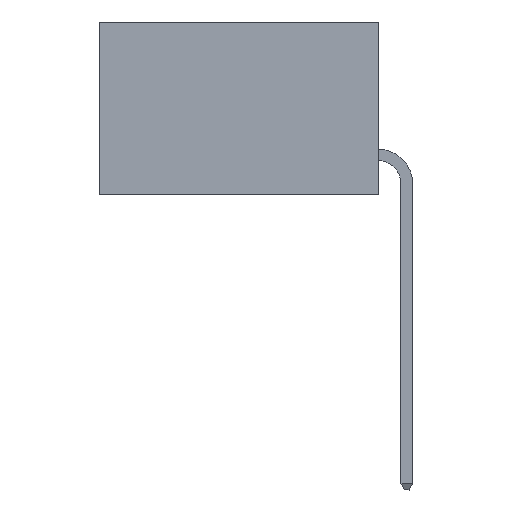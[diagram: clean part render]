
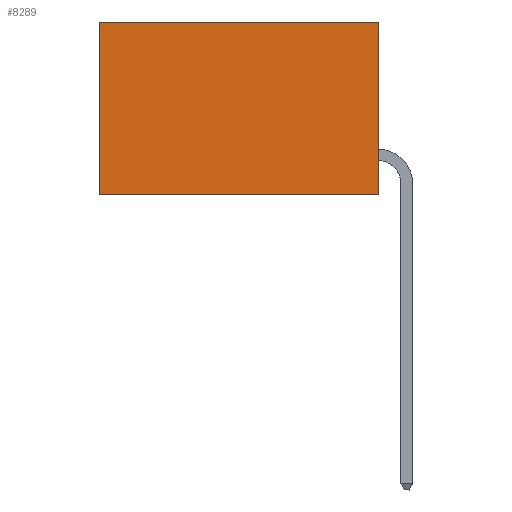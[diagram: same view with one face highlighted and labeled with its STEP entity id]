
A CAD part, left-side view. The second image highlights one B-rep face of the part: STEP entity #8289.
In plain terms, the highlighted planar face has unit normal (-1, 0, 0).
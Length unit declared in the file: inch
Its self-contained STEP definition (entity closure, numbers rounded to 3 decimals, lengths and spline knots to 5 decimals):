
#327 = CARTESIAN_POINT ( 'NONE',  ( 0.298, 0.6, 0. ) ) ;
#342 = DIRECTION ( 'NONE',  ( 0., 1., 0. ) ) ;
#944 = DIRECTION ( 'NONE',  ( 0., 0., -1. ) ) ;
#1116 = VECTOR ( 'NONE', #13353, 39.37008 ) ;
#1452 = VERTEX_POINT ( 'NONE', #4910 ) ;
#1469 = CARTESIAN_POINT ( 'NONE',  ( 0.298, 0., 0. ) ) ;
#1643 = CARTESIAN_POINT ( 'NONE',  ( 0.298, 0., 0. ) ) ;
#3179 = CARTESIAN_POINT ( 'NONE',  ( 0.298, 0.6, -0.37 ) ) ;
#3379 = LINE ( 'NONE', #3782, #8696 ) ;
#3782 = CARTESIAN_POINT ( 'NONE',  ( 0.298, 0., -0.37 ) ) ;
#3955 = LINE ( 'NONE', #5465, #9626 ) ;
#4112 = EDGE_LOOP ( 'NONE', ( #6853, #9853, #13075, #10544 ) ) ;
#4820 = EDGE_CURVE ( 'NONE', #7221, #1452, #12753, .T. ) ;
#4910 = CARTESIAN_POINT ( 'NONE',  ( 0.298, 0., -0.37 ) ) ;
#5465 = CARTESIAN_POINT ( 'NONE',  ( 0.298, 0., 0. ) ) ;
#6853 = ORIENTED_EDGE ( 'NONE', *, *, #14337, .T. ) ;
#7221 = VERTEX_POINT ( 'NONE', #1469 ) ;
#7768 = DIRECTION ( 'NONE',  ( 1., 0., 0. ) ) ;
#8158 = CARTESIAN_POINT ( 'NONE',  ( 0.298, 0.6, 0. ) ) ;
#8244 = VERTEX_POINT ( 'NONE', #3179 ) ;
#8289 = ADVANCED_FACE ( 'NONE', ( #10021 ), #14281, .F. ) ;
#8371 = VECTOR ( 'NONE', #9302, 39.37008 ) ;
#8696 = VECTOR ( 'NONE', #342, 39.37008 ) ;
#9302 = DIRECTION ( 'NONE',  ( 0., 0., -1. ) ) ;
#9626 = VECTOR ( 'NONE', #14232, 39.37008 ) ;
#9853 = ORIENTED_EDGE ( 'NONE', *, *, #11365, .F. ) ;
#10021 = FACE_OUTER_BOUND ( 'NONE', #4112, .T. ) ;
#10252 = EDGE_CURVE ( 'NONE', #7221, #13846, #3955, .T. ) ;
#10544 = ORIENTED_EDGE ( 'NONE', *, *, #10252, .T. ) ;
#11088 = CARTESIAN_POINT ( 'NONE',  ( 0.298, 0., 0. ) ) ;
#11365 = EDGE_CURVE ( 'NONE', #1452, #8244, #3379, .T. ) ;
#12377 = AXIS2_PLACEMENT_3D ( 'NONE', #11088, #7768, #944 ) ;
#12753 = LINE ( 'NONE', #1643, #1116 ) ;
#13075 = ORIENTED_EDGE ( 'NONE', *, *, #4820, .F. ) ;
#13353 = DIRECTION ( 'NONE',  ( 0., 0., -1. ) ) ;
#13846 = VERTEX_POINT ( 'NONE', #327 ) ;
#14135 = LINE ( 'NONE', #8158, #8371 ) ;
#14232 = DIRECTION ( 'NONE',  ( 0., 1., 0. ) ) ;
#14281 = PLANE ( 'NONE',  #12377 ) ;
#14337 = EDGE_CURVE ( 'NONE', #13846, #8244, #14135, .T. ) ;
